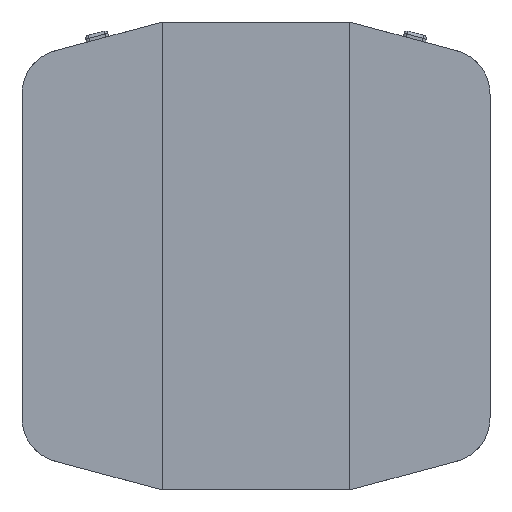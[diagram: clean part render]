
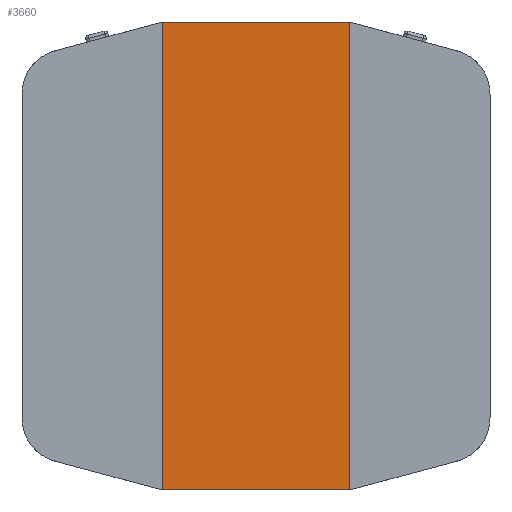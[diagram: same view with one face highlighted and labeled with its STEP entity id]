
A CAD part, front view. The second image highlights one B-rep face of the part: STEP entity #3660.
In plain terms, the highlighted planar face has unit normal (0, -1, 0).
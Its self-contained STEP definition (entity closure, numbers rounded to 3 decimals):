
#258 = VERTEX_POINT ( 'NONE', #7259 ) ;
#325 = LINE ( 'NONE', #1834, #3742 ) ;
#575 = ORIENTED_EDGE ( 'NONE', *, *, #1379, .F. ) ;
#1089 = ORIENTED_EDGE ( 'NONE', *, *, #3156, .F. ) ;
#1379 = EDGE_CURVE ( 'NONE', #3604, #6668, #5599, .T. ) ;
#1390 = LINE ( 'NONE', #1683, #1481 ) ;
#1481 = VECTOR ( 'NONE', #2559, 1000. ) ;
#1683 = CARTESIAN_POINT ( 'NONE',  ( 0.6, 0., 1.5 ) ) ;
#1815 = CARTESIAN_POINT ( 'NONE',  ( -0.6, 0., 1.5 ) ) ;
#1834 = CARTESIAN_POINT ( 'NONE',  ( -0.6, 0., -1.5 ) ) ;
#1952 = DIRECTION ( 'NONE',  ( 0., 0., 1. ) ) ;
#2018 = CARTESIAN_POINT ( 'NONE',  ( -0.6, 0., 1.5 ) ) ;
#2559 = DIRECTION ( 'NONE',  ( 0., 0., -1. ) ) ;
#2669 = AXIS2_PLACEMENT_3D ( 'NONE', #9522, #2716, #8572 ) ;
#2716 = DIRECTION ( 'NONE',  ( 0., -1., 0. ) ) ;
#3071 = CARTESIAN_POINT ( 'NONE',  ( -0.6, 0., 1.5 ) ) ;
#3156 = EDGE_CURVE ( 'NONE', #9387, #258, #325, .T. ) ;
#3162 = DIRECTION ( 'NONE',  ( -1., 0., 0. ) ) ;
#3604 = VERTEX_POINT ( 'NONE', #2018 ) ;
#3612 = ORIENTED_EDGE ( 'NONE', *, *, #3655, .F. ) ;
#3655 = EDGE_CURVE ( 'NONE', #258, #3604, #7748, .T. ) ;
#3660 = ADVANCED_FACE ( 'NONE', ( #4422 ), #8771, .T. ) ;
#3742 = VECTOR ( 'NONE', #3162, 1000. ) ;
#4172 = CARTESIAN_POINT ( 'NONE',  ( 0.6, 0., -1.5 ) ) ;
#4422 = FACE_OUTER_BOUND ( 'NONE', #6079, .T. ) ;
#5480 = VECTOR ( 'NONE', #7549, 1000. ) ;
#5599 = LINE ( 'NONE', #3071, #5480 ) ;
#6079 = EDGE_LOOP ( 'NONE', ( #3612, #1089, #7589, #575 ) ) ;
#6668 = VERTEX_POINT ( 'NONE', #7322 ) ;
#7259 = CARTESIAN_POINT ( 'NONE',  ( -0.6, 0., -1.5 ) ) ;
#7322 = CARTESIAN_POINT ( 'NONE',  ( 0.6, 0., 1.5 ) ) ;
#7549 = DIRECTION ( 'NONE',  ( 1., 0., 0. ) ) ;
#7589 = ORIENTED_EDGE ( 'NONE', *, *, #8670, .F. ) ;
#7748 = LINE ( 'NONE', #1815, #7857 ) ;
#7857 = VECTOR ( 'NONE', #1952, 1000. ) ;
#8572 = DIRECTION ( 'NONE',  ( 0., 0., -1. ) ) ;
#8670 = EDGE_CURVE ( 'NONE', #6668, #9387, #1390, .T. ) ;
#8771 = PLANE ( 'NONE',  #2669 ) ;
#9387 = VERTEX_POINT ( 'NONE', #4172 ) ;
#9522 = CARTESIAN_POINT ( 'NONE',  ( 0., 0., 0. ) ) ;
